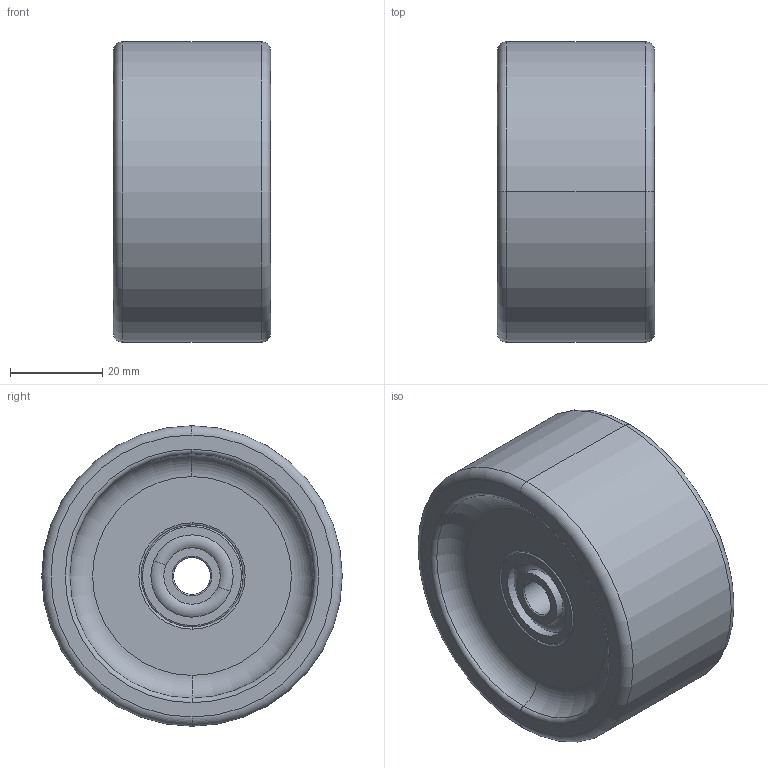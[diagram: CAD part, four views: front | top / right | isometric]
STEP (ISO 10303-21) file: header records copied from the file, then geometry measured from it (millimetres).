
FILE_DESCRIPTION (( 'STEP AP203' ), '1' );
FILE_NAME ('Roda_de_Apoio_65x34mm-STEP.STEP', '2020-03-20T21:37:23', ( '' ), ( '' ), 'SwSTEP 2.0', 'SolidWorks 2013', '' );
FILE_SCHEMA (( 'CONFIG_CONTROL_DESIGN' ));
Length unit declared in the file: millimetre
Products named in the file (4): Rodizio-POM_Usinado_Predeterminada; Espacador-10mm_Predeterminada; radial ball bearing_68_din_DIN 625 - 608 - 8,SI,NC,8_68; Roda_de_Apoio_65x34mm-STEP
Assembly tree (4 placements, depth 2):
  Roda_de_Apoio_65x34mm-STEP
    Rodizio-POM_Usinado_Predeterminada
    Espacador-10mm_Predeterminada
    radial ball bearing_68_din_DIN 625 - 608 - 8,SI,NC,8_68  x2
Bounding box: 34 x 65 x 65 mm (x, y, z)
Volume: 88496.4 mm3; surface area: 19414.3 mm2
Topology: 4 solids, 4 shells, 741 faces, 1962 edges, 1292 vertices
Faces by surface type: plane 384, bspline 268, torus 48, cylinder 41
Entity records: 33128 total; most frequent: CARTESIAN_POINT 16598, ORIENTED_EDGE 3812, DIRECTION 2404, EDGE_CURVE 1906, VERTEX_POINT 1260, VECTOR 1240, LINE 1240, EDGE_LOOP 780
